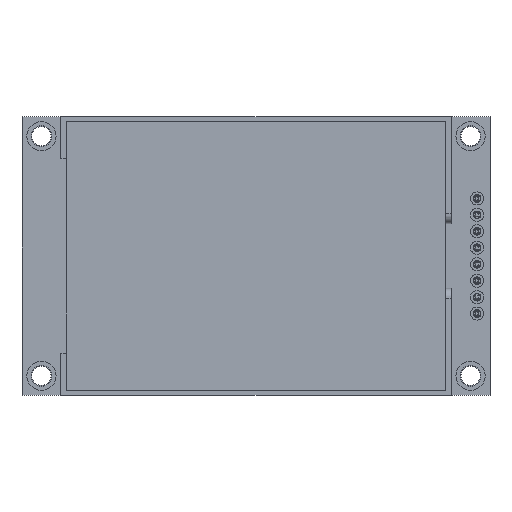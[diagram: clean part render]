
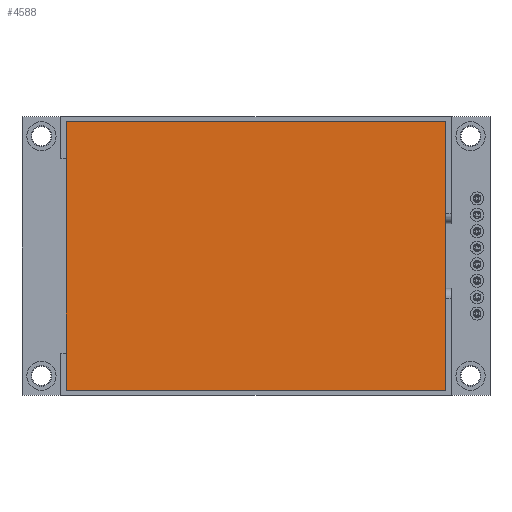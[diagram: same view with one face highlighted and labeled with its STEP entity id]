
A CAD part, top view. The second image highlights one B-rep face of the part: STEP entity #4588.
In plain terms, the highlighted planar face has unit normal (0, 0, 1).
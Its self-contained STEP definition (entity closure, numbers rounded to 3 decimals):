
#362=PLANE('',#5096);
#648=FACE_OUTER_BOUND('',#982,.T.);
#982=EDGE_LOOP('',(#4229,#4230,#4231,#4232));
#1433=LINE('',#7683,#1895);
#1437=LINE('',#7691,#1899);
#1440=LINE('',#7697,#1902);
#1443=LINE('',#7702,#1905);
#1895=VECTOR('',#6403,10.);
#1899=VECTOR('',#6409,10.);
#1902=VECTOR('',#6414,10.);
#1905=VECTOR('',#6419,10.);
#2419=VERTEX_POINT('',#7681);
#2420=VERTEX_POINT('',#7682);
#2423=VERTEX_POINT('',#7690);
#2425=VERTEX_POINT('',#7696);
#3017=EDGE_CURVE('',#2419,#2420,#1433,.T.);
#3021=EDGE_CURVE('',#2420,#2423,#1437,.T.);
#3024=EDGE_CURVE('',#2423,#2425,#1440,.T.);
#3027=EDGE_CURVE('',#2425,#2419,#1443,.T.);
#4229=ORIENTED_EDGE('',*,*,#3024,.F.);
#4230=ORIENTED_EDGE('',*,*,#3021,.F.);
#4231=ORIENTED_EDGE('',*,*,#3017,.F.);
#4232=ORIENTED_EDGE('',*,*,#3027,.F.);
#4588=ADVANCED_FACE('',(#648),#362,.T.);
#5096=AXIS2_PLACEMENT_3D('',#7705,#6423,#6424);
#6403=DIRECTION('',(-1.,0.,0.));
#6409=DIRECTION('',(0.,1.,0.));
#6414=DIRECTION('',(1.,0.,0.));
#6419=DIRECTION('',(0.,-1.,0.));
#6423=DIRECTION('center_axis',(0.,0.,1.));
#6424=DIRECTION('ref_axis',(1.,0.,0.));
#7681=CARTESIAN_POINT('',(-4.815,-20.7,7.5));
#7682=CARTESIAN_POINT('',(-63.445,-20.7,7.5));
#7683=CARTESIAN_POINT('',(-48.788,-20.7,7.5));
#7690=CARTESIAN_POINT('',(-63.445,20.7,7.5));
#7691=CARTESIAN_POINT('',(-63.445,10.35,7.5));
#7696=CARTESIAN_POINT('',(-4.815,20.7,7.5));
#7697=CARTESIAN_POINT('',(-19.473,20.7,7.5));
#7702=CARTESIAN_POINT('',(-4.815,-10.35,7.5));
#7705=CARTESIAN_POINT('Origin',(-34.13,0.,7.5));
